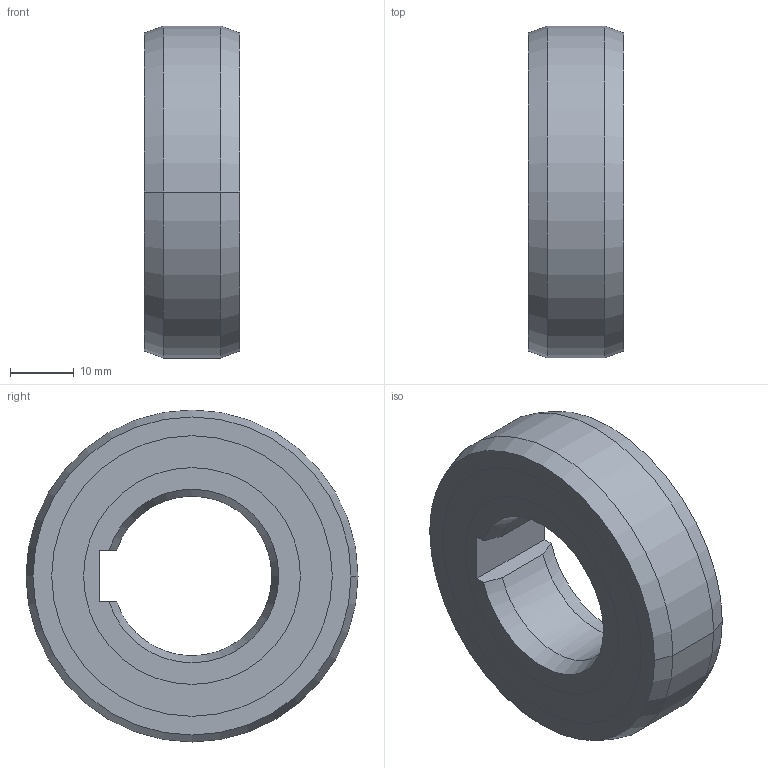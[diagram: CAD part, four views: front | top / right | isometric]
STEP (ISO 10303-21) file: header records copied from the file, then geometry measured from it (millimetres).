
FILE_DESCRIPTION((''),'2;1');
FILE_NAME('FREILAUF_CSK25-P_ASM','2025-05-08T13:07:14',('Administrator'),(''),'CREO PARAMETRIC BY PTC INC, 2020414','CREO PARAMETRIC BY PTC INC, 2020414','');
FILE_SCHEMA(('AUTOMOTIVE_DESIGN { 1 0 10303 214 1 1 1 1 }'));
Length unit declared in the file: millimetre
Products named in the file (11): MANIFOLD_SOLID_BREP_396; MANIFOLD_SOLID_BREP_760; RILLENLAGER_CSK25-P_NICO_1_ASM; KUGEL_CSK25_NICO_1; RILLENKUGELLAGER_CSK25-P_NICO_A_ASM; KAEFIG_CSK25_NICO_1; KLEMMKOERPER_CSK_C08-7_5_NICO_1; DECKSCHEIBE_CSK25_NICO_1; SCHEIBE_CSK25_NICO_1; FREILAUF_CSK25-P_NICO_ASM_1_ASM; FREILAUF_CSK25-P_ASM
Assembly tree (17 placements, depth 5):
  FREILAUF_CSK25-P_ASM
    FREILAUF_CSK25-P_NICO_ASM_1_ASM
      RILLENKUGELLAGER_CSK25-P_NICO_A_ASM
        RILLENLAGER_CSK25-P_NICO_1_ASM
          MANIFOLD_SOLID_BREP_396
          MANIFOLD_SOLID_BREP_760
        KUGEL_CSK25_NICO_1  x4
      KAEFIG_CSK25_NICO_1
      KLEMMKOERPER_CSK_C08-7_5_NICO_1  x4
      DECKSCHEIBE_CSK25_NICO_1
      SCHEIBE_CSK25_NICO_1  x2
Bounding box: 15 x 52 x 52 mm (x, y, z)
Volume: 21851.4 mm3; surface area: 18584.7 mm2
Topology: 14 solids, 14 shells, 120 faces, 339 edges, 219 vertices
Faces by surface type: plane 58, cylinder 27, sphere 25, cone 6, torus 4
Entity records: 4047 total; most frequent: CARTESIAN_POINT 961, DIRECTION 593, ORIENTED_EDGE 468, AXIS2_PLACEMENT_3D 253, EDGE_CURVE 234, VERTEX_POINT 163, CIRCLE 119, COLOUR_RGB 114
